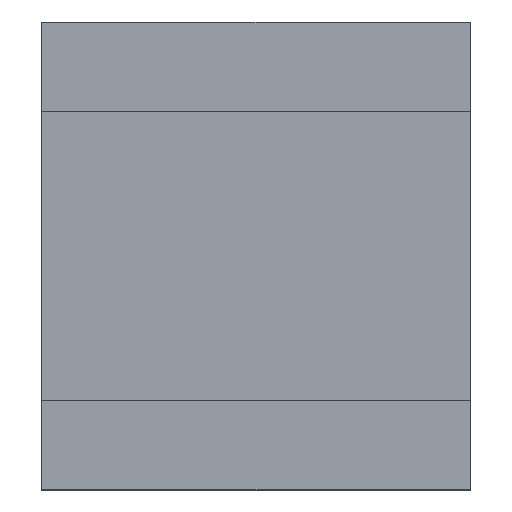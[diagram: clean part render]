
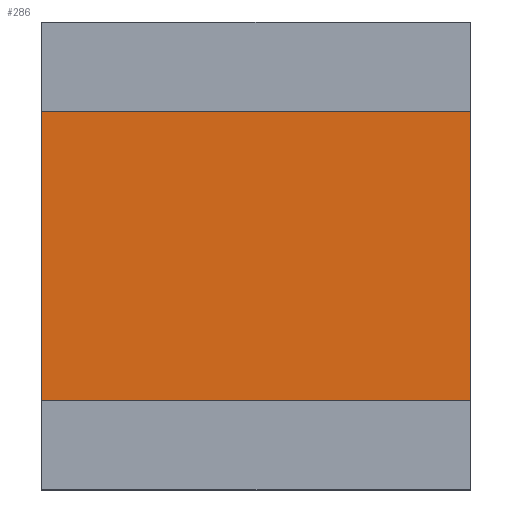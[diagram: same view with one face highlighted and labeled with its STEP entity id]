
A CAD part, top view. The second image highlights one B-rep face of the part: STEP entity #286.
In plain terms, the highlighted planar face has unit normal (0, 0, 1).
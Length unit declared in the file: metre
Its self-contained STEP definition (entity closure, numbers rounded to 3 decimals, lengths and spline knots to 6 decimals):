
#40=ORIENTED_EDGE('',*,*,#103,.T.);
#41=ORIENTED_EDGE('',*,*,#104,.T.);
#42=ORIENTED_EDGE('',*,*,#101,.T.);
#43=ORIENTED_EDGE('',*,*,#105,.T.);
#101=EDGE_CURVE('',#133,#132,#161,.T.);
#103=EDGE_CURVE('',#134,#135,#163,.T.);
#104=EDGE_CURVE('',#135,#133,#164,.T.);
#105=EDGE_CURVE('',#132,#134,#165,.T.);
#132=VERTEX_POINT('',#518);
#133=VERTEX_POINT('',#520);
#134=VERTEX_POINT('',#524);
#135=VERTEX_POINT('',#525);
#161=LINE('',#519,#197);
#163=LINE('',#523,#199);
#164=LINE('',#526,#200);
#165=LINE('',#527,#201);
#197=VECTOR('',#446,1.);
#199=VECTOR('',#450,1.);
#200=VECTOR('',#451,1.);
#201=VECTOR('',#452,1.);
#223=EDGE_LOOP('',(#40,#41,#42,#43));
#239=FACE_BOUND('',#223,.T.);
#255=PLANE('',#405);
#286=ADVANCED_FACE('Face appearance 1',(#239),#255,.T.);
#405=AXIS2_PLACEMENT_3D('',#522,#448,#449);
#446=DIRECTION('',(-1.,0.,0.));
#448=DIRECTION('',(0.,0.,1.));
#449=DIRECTION('',(1.,0.,0.));
#450=DIRECTION('',(1.,0.,0.));
#451=DIRECTION('',(0.,1.,0.));
#452=DIRECTION('',(0.,-1.,0.));
#518=CARTESIAN_POINT('',(-0.0124,0.00835,0.0036));
#519=CARTESIAN_POINT('',(0.0124,0.00835,0.0036));
#520=CARTESIAN_POINT('',(0.0124,0.00835,0.0036));
#522=CARTESIAN_POINT('',(0.,0.,0.0036));
#523=CARTESIAN_POINT('',(-0.0124,-0.00835,0.0036));
#524=CARTESIAN_POINT('',(-0.0124,-0.00835,0.0036));
#525=CARTESIAN_POINT('',(0.0124,-0.00835,0.0036));
#526=CARTESIAN_POINT('',(0.0124,-0.00835,0.0036));
#527=CARTESIAN_POINT('',(-0.0124,0.00835,0.0036));
